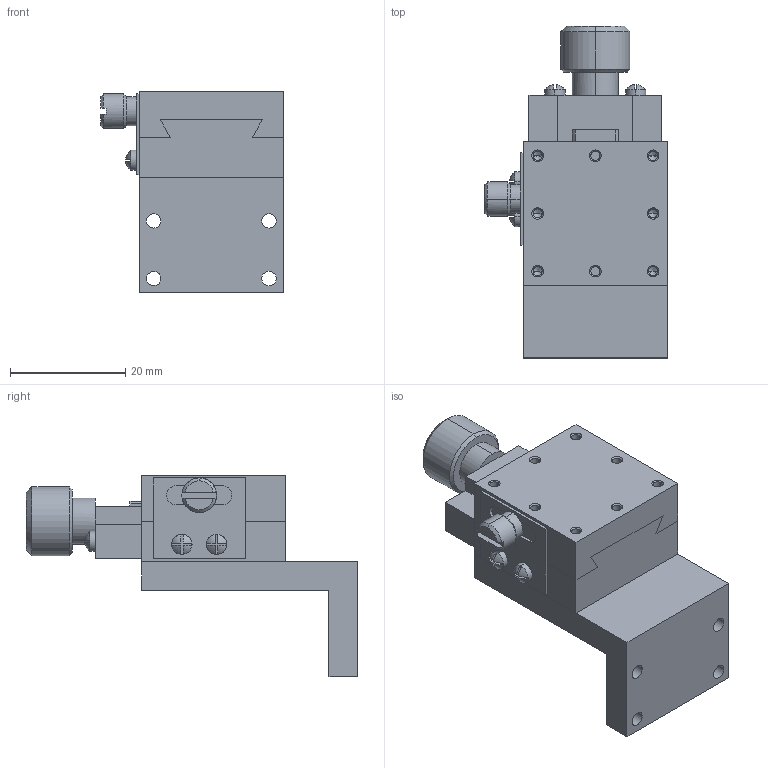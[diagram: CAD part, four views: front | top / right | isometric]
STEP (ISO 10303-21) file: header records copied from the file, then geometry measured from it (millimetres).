
FILE_DESCRIPTION( ( '' ), '1' );
FILE_NAME( 'ZEG25.stp', '2020-11-08T12:13:19', ( '' ), ( '' ), ' ', ' ', ' ' );
FILE_SCHEMA( ( 'CONFIG_CONTROL_DESIGN' ) );
Length unit declared in the file: millimetre
Products named in the file (3): 1; 2; 3
Bounding box: 31.7 x 57.5 x 35 mm (x, y, z)
Volume: 18333.4 mm3; surface area: 9962.7 mm2
Topology: 3 solids, 3 shells, 215 faces, 516 edges, 312 vertices
Faces by surface type: plane 101, cylinder 60, cone 38, torus 16
Entity records: 6628 total; most frequent: CARTESIAN_POINT 1458, DIRECTION 1086, ORIENTED_EDGE 1008, EDGE_CURVE 504, AXIS2_PLACEMENT_3D 400, VERTEX_POINT 312, LINE 286, VECTOR 286
